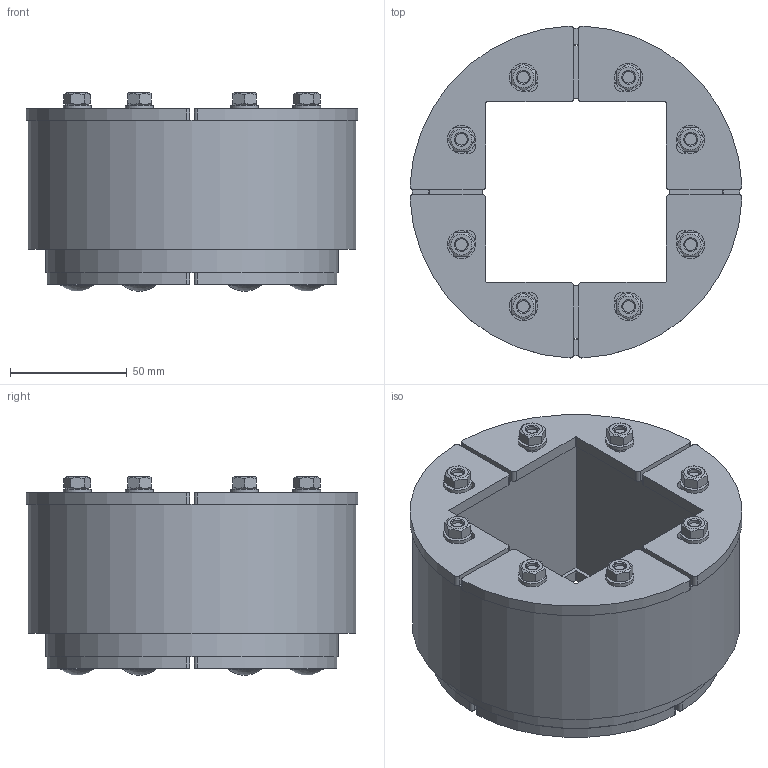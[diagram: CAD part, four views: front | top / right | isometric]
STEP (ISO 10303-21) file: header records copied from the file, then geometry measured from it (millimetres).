
FILE_DESCRIPTION((''),'2;1');
FILE_NAME('R125WEX.stp','2014-03-14T08:45:56',('se-milkar'),(''),'Autodesk Inventor 2013','Autodesk Inventor 2013','');
FILE_SCHEMA(('AUTOMOTIVE_DESIGN { 1 2 10303 214 0 1 1 1 }'));
Length unit declared in the file: millimetre
Products named in the file (9): R125WEX; SEAL_R125; RUBBER_R125EX; FRONT_FITTING_R125_EX; REAR_FITTING_R125_EX; SLR125; Bolt GOST 7801-81 M6×80; ISO 4032 M6; ISO 7089 6 - 140 HV
Assembly tree (35 placements, depth 3):
  R125WEX
    SEAL_R125
      RUBBER_R125EX
      FRONT_FITTING_R125_EX  x4
      REAR_FITTING_R125_EX  x4
    SLR125
    Bolt GOST 7801-81 M6×80  x8
    ISO 4032 M6  x8
    ISO 7089 6 - 140 HV  x8
Bounding box: 141.91 x 141.91 x 84.73 mm (x, y, z)
Volume: 625496.5 mm3; surface area: 179842.4 mm2
Topology: 34 solids, 34 shells, 411 faces, 974 edges, 639 vertices
Faces by surface type: plane 216, cylinder 147, cone 40, sphere 8
Full cylindrical faces by diameter (mm): 4.917 x8, 6 x16, 6.4 x8, 12 x8, 14 x8, 125 x1, 126 x1, 140 x1
Entity records: 3211 total; most frequent: DIRECTION 551, CARTESIAN_POINT 512, ORIENTED_EDGE 408, AXIS2_PLACEMENT_3D 223, EDGE_CURVE 204, VERTEX_POINT 148, EDGE_LOOP 146, VECTOR 105
